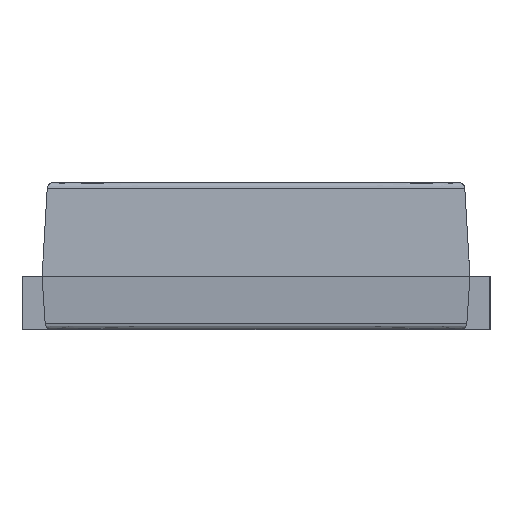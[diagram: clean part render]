
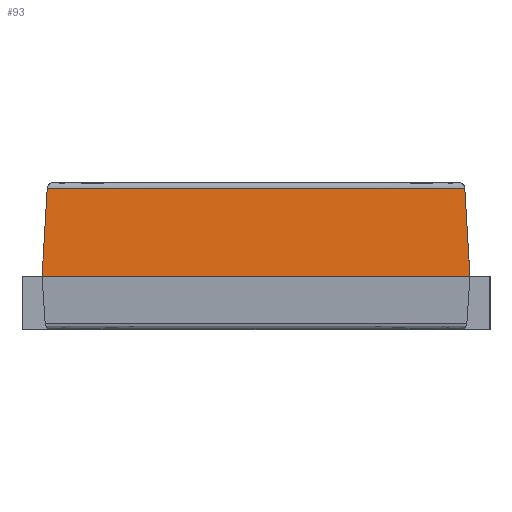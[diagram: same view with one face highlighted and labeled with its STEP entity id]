
A CAD part, front view. The second image highlights one B-rep face of the part: STEP entity #93.
In plain terms, the highlighted planar face has unit normal (0, -0.998, 0.059).
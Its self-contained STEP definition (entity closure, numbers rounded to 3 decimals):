
#93=ADVANCED_FACE('',(#214),#4068,.T.);
#214=FACE_OUTER_BOUND('',#333,.T.);
#333=EDGE_LOOP('',(#497,#498,#499,#500));
#497=ORIENTED_EDGE('',*,*,#2807,.F.);
#498=ORIENTED_EDGE('',*,*,#2820,.T.);
#499=ORIENTED_EDGE('',*,*,#2809,.F.);
#500=ORIENTED_EDGE('',*,*,#2821,.T.);
#1277=PCURVE('',#4064,#1889);
#1279=PCURVE('',#4066,#1891);
#1290=PCURVE('',#4068,#1902);
#1291=PCURVE('',#4068,#1903);
#1292=PCURVE('',#4068,#1904);
#1293=PCURVE('',#4068,#1905);
#1506=PCURVE('',#4027,#2118);
#1537=PCURVE('',#4069,#2149);
#1889=DEFINITIONAL_REPRESENTATION('',(#3140),#8142);
#1891=DEFINITIONAL_REPRESENTATION('',(#3144),#8142);
#1902=DEFINITIONAL_REPRESENTATION('',(#3164),#8142);
#1903=DEFINITIONAL_REPRESENTATION('',(#3166),#8142);
#1904=DEFINITIONAL_REPRESENTATION('',(#3167),#8142);
#1905=DEFINITIONAL_REPRESENTATION('',(#3169),#8142);
#2118=DEFINITIONAL_REPRESENTATION('',(#3421),#8142);
#2149=DEFINITIONAL_REPRESENTATION('',(#3462),#8142);
#2501=SURFACE_CURVE('',#3139,(#1277,#1290),.PCURVE_S1.);
#2503=SURFACE_CURVE('',#3143,(#1279,#1292),.PCURVE_S1.);
#2514=SURFACE_CURVE('',#3165,(#1291,#1537),.PCURVE_S1.);
#2515=SURFACE_CURVE('',#3168,(#1293,#1506),.PCURVE_S1.);
#2807=EDGE_CURVE('',#3816,#3897,#2501,.T.);
#2809=EDGE_CURVE('',#3898,#3818,#2503,.T.);
#2820=EDGE_CURVE('',#3816,#3818,#2514,.T.);
#2821=EDGE_CURVE('',#3898,#3897,#2515,.T.);
#3139=B_SPLINE_CURVE_WITH_KNOTS('',3,(#4761,#4762,#4763,#4764),
 .UNSPECIFIED.,.F.,.F.,(4,4),(-0.868,-0.213),
 .UNSPECIFIED.);
#3140=B_SPLINE_CURVE_WITH_KNOTS('',3,(#4765,#4766,#4767,#4768),
 .UNSPECIFIED.,.F.,.F.,(4,4),(-0.868,-0.213),
 .UNSPECIFIED.);
#3143=B_SPLINE_CURVE_WITH_KNOTS('',3,(#4775,#4776,#4777,#4778),
 .UNSPECIFIED.,.F.,.F.,(4,4),(-0.655,0.),.UNSPECIFIED.);
#3144=B_SPLINE_CURVE_WITH_KNOTS('',3,(#4779,#4780,#4781,#4782),
 .UNSPECIFIED.,.F.,.F.,(4,4),(-0.655,0.),.UNSPECIFIED.);
#3164=B_SPLINE_CURVE_WITH_KNOTS('',3,(#4833,#4834,#4835,#4836),
 .UNSPECIFIED.,.F.,.F.,(4,4),(-0.868,-0.213),
 .UNSPECIFIED.);
#3165=B_SPLINE_CURVE_WITH_KNOTS('',1,(#4837,#4838),.UNSPECIFIED.,.F.,.F.,
(2,2),(-11.,-7.8),.UNSPECIFIED.);
#3166=B_SPLINE_CURVE_WITH_KNOTS('',1,(#4839,#4840),.UNSPECIFIED.,.F.,.F.,
(2,2),(-11.,-7.8),.UNSPECIFIED.);
#3167=B_SPLINE_CURVE_WITH_KNOTS('',3,(#4841,#4842,#4843,#4844),
 .UNSPECIFIED.,.F.,.F.,(4,4),(-0.655,0.),.UNSPECIFIED.);
#3168=B_SPLINE_CURVE_WITH_KNOTS('',1,(#4845,#4846),.UNSPECIFIED.,.F.,.F.,
(2,2),(-3.12,0.003),.UNSPECIFIED.);
#3169=B_SPLINE_CURVE_WITH_KNOTS('',3,(#4847,#4848,#4849,#4850),
 .UNSPECIFIED.,.F.,.F.,(4,4),(-3.12,0.003),
 .UNSPECIFIED.);
#3421=B_SPLINE_CURVE_WITH_KNOTS('',1,(#6051,#6052),.UNSPECIFIED.,.F.,.F.,
(2,2),(-3.12,0.003),.UNSPECIFIED.);
#3462=B_SPLINE_CURVE_WITH_KNOTS('',1,(#6425,#6426),.UNSPECIFIED.,.F.,.F.,
(2,2),(-11.,-7.8),.UNSPECIFIED.);
#3816=VERTEX_POINT('',#4480);
#3818=VERTEX_POINT('',#4482);
#3897=VERTEX_POINT('',#4561);
#3898=VERTEX_POINT('',#4562);
#4027=(
BOUNDED_SURFACE()
B_SPLINE_SURFACE(2,1,((#4390,#4391),(#4392,#4393),(#4394,#4395)),
 .UNSPECIFIED.,.F.,.F.,.F.)
B_SPLINE_SURFACE_WITH_KNOTS((3,3),(2,2),(0.,0.076),(-1.01,
4.128),.UNSPECIFIED.)
GEOMETRIC_REPRESENTATION_ITEM()
RATIONAL_B_SPLINE_SURFACE(((1.,1.),(0.728,0.728),
(1.,1.)))
REPRESENTATION_ITEM('')
SURFACE()
);
#4064=PLANE('',#4145);
#4066=PLANE('',#4147);
#4068=PLANE('',#4149);
#4069=PLANE('',#4150);
#4145=AXIS2_PLACEMENT_3D('',#4273,#4209,$);
#4147=AXIS2_PLACEMENT_3D('',#4275,#4211,$);
#4149=AXIS2_PLACEMENT_3D('',#4277,#4213,$);
#4150=AXIS2_PLACEMENT_3D('',#4278,#4214,$);
#4209=DIRECTION('',(-0.998,0.,0.059));
#4211=DIRECTION('',(0.998,0.,0.059));
#4213=DIRECTION('',(0.,-0.998,0.059));
#4214=DIRECTION('',(0.,-0.998,-0.065));
#4273=CARTESIAN_POINT('',(-1.503,-6.5,2.047));
#4275=CARTESIAN_POINT('',(1.503,5.75,2.047));
#4277=CARTESIAN_POINT('',(9.4,-1.653,2.047));
#4278=CARTESIAN_POINT('',(9.4,-1.75,0.4));
#4390=CARTESIAN_POINT('',(-2.569,-1.662,1.1));
#4391=CARTESIAN_POINT('',(2.569,-1.662,1.1));
#4392=CARTESIAN_POINT('',(-2.569,-1.709,1.1));
#4393=CARTESIAN_POINT('',(2.569,-1.709,1.1));
#4394=CARTESIAN_POINT('',(-2.569,-1.712,1.053));
#4395=CARTESIAN_POINT('',(2.569,-1.712,1.053));
#4480=CARTESIAN_POINT('',(-1.6,-1.75,0.4));
#4482=CARTESIAN_POINT('',(1.6,-1.75,0.4));
#4561=CARTESIAN_POINT('',(-1.562,-1.712,1.053));
#4562=CARTESIAN_POINT('',(1.562,-1.712,1.053));
#4761=CARTESIAN_POINT('',(-1.6,-1.75,0.4));
#4762=CARTESIAN_POINT('',(-1.587,-1.737,0.618));
#4763=CARTESIAN_POINT('',(-1.574,-1.724,0.835));
#4764=CARTESIAN_POINT('',(-1.562,-1.712,1.053));
#4765=CARTESIAN_POINT('',(4.75,-1.));
#4766=CARTESIAN_POINT('',(4.763,-1.218));
#4767=CARTESIAN_POINT('',(4.776,-1.436));
#4768=CARTESIAN_POINT('',(4.788,-1.654));
#4775=CARTESIAN_POINT('',(1.562,-1.712,1.053));
#4776=CARTESIAN_POINT('',(1.574,-1.724,0.835));
#4777=CARTESIAN_POINT('',(1.587,-1.737,0.618));
#4778=CARTESIAN_POINT('',(1.6,-1.75,0.4));
#4779=CARTESIAN_POINT('',(7.462,-1.654));
#4780=CARTESIAN_POINT('',(7.474,-1.436));
#4781=CARTESIAN_POINT('',(7.487,-1.218));
#4782=CARTESIAN_POINT('',(7.5,-1.));
#4833=CARTESIAN_POINT('',(11.,-1.));
#4834=CARTESIAN_POINT('',(10.987,-1.218));
#4835=CARTESIAN_POINT('',(10.974,-1.436));
#4836=CARTESIAN_POINT('',(10.962,-1.654));
#4837=CARTESIAN_POINT('',(-1.6,-1.75,0.4));
#4838=CARTESIAN_POINT('',(1.6,-1.75,0.4));
#4839=CARTESIAN_POINT('',(11.,-1.));
#4840=CARTESIAN_POINT('',(7.8,-1.));
#4841=CARTESIAN_POINT('',(7.838,-1.654));
#4842=CARTESIAN_POINT('',(7.826,-1.436));
#4843=CARTESIAN_POINT('',(7.813,-1.218));
#4844=CARTESIAN_POINT('',(7.8,-1.));
#4845=CARTESIAN_POINT('',(1.562,-1.712,1.053));
#4846=CARTESIAN_POINT('',(-1.562,-1.712,1.053));
#4847=CARTESIAN_POINT('',(7.838,-1.654));
#4848=CARTESIAN_POINT('',(8.879,-1.654));
#4849=CARTESIAN_POINT('',(9.921,-1.654));
#4850=CARTESIAN_POINT('',(10.962,-1.654));
#6051=CARTESIAN_POINT('',(0.076,3.12));
#6052=CARTESIAN_POINT('',(0.076,-0.003));
#6425=CARTESIAN_POINT('',(11.,-3.1));
#6426=CARTESIAN_POINT('',(7.8,-3.1));
#8142=(
GEOMETRIC_REPRESENTATION_CONTEXT(2)
PARAMETRIC_REPRESENTATION_CONTEXT()
REPRESENTATION_CONTEXT('pspace','')
);
